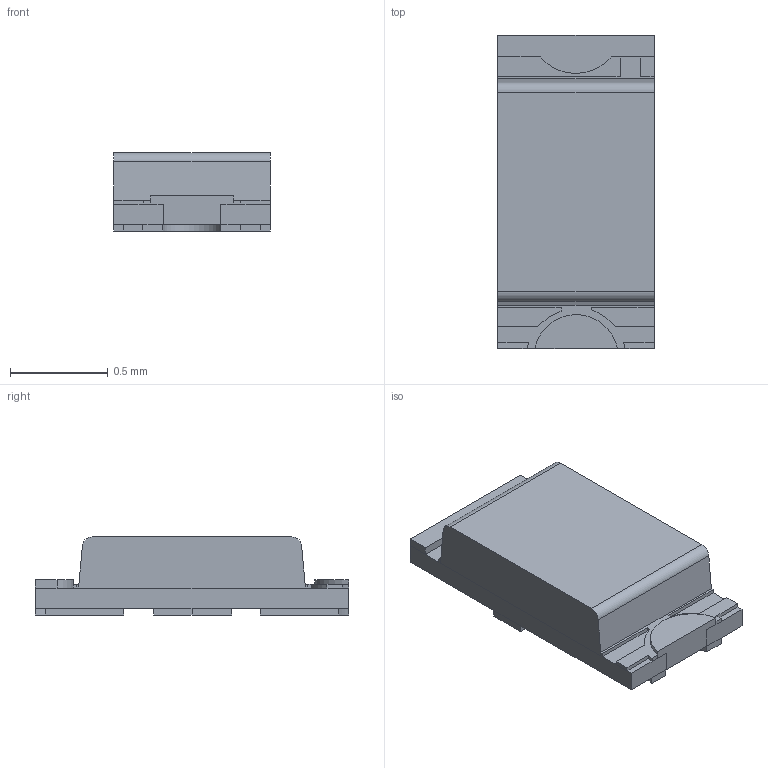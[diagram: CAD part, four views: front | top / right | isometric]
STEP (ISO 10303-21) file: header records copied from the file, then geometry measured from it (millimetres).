
FILE_DESCRIPTION(/* description */ ('Unknown'),/* implementation_level */ '2;1');
FILE_NAME(/* name */ 'KT EELP41.12-S2U1-25-2X4X-5-R18',/* time_stamp */ '2025-01-22T11:18:51+02:00',/* author */ ('Unknown'),/* organization */ ('Unknown'),/* preprocessor_version */ 'ST-DEVELOPER v19.4',/* originating_system */ 'Solid Edge',/* authorisation */ 'Unknown');
FILE_SCHEMA (('AUTOMOTIVE_DESIGN {1 0 10303 214 3 1 1}'));
Length unit declared in the file: millimetre
Products named in the file (1): KT EELP41.12-S2U1-25-2X4X-5-R18
Bounding box: 0.8 x 1.6 x 0.4 mm (x, y, z)
Volume: 0.4 mm3; surface area: 4.4 mm2
Topology: 1 solids, 1 shells, 90 faces, 235 edges, 147 vertices
Faces by surface type: plane 76, cylinder 14
Entity records: 3351 total; most frequent: CARTESIAN_POINT 473, ORIENTED_EDGE 470, DIRECTION 445, EDGE_CURVE 235, LINE 207, VECTOR 207, VERTEX_POINT 147, AXIS2_PLACEMENT_3D 119
